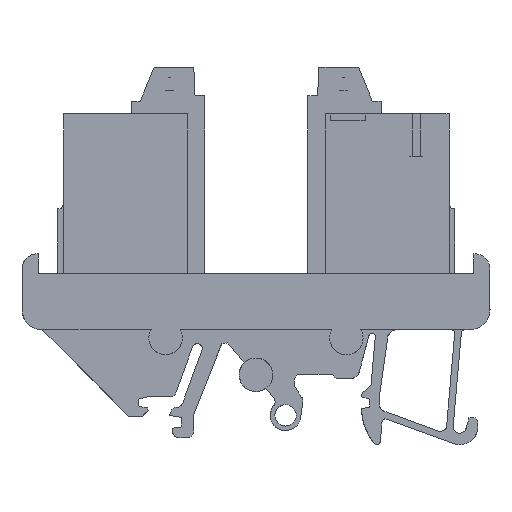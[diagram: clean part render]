
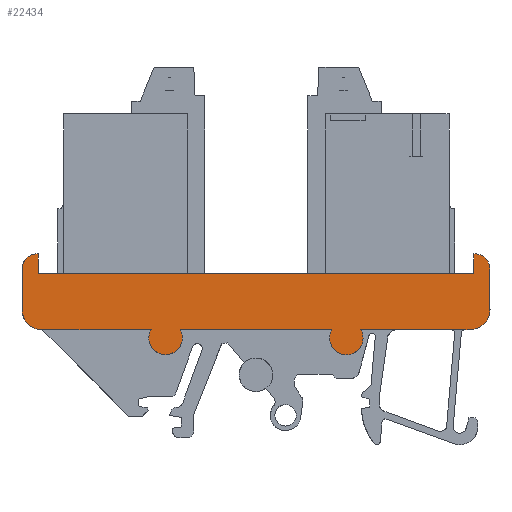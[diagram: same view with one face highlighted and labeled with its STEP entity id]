
A CAD part, left-side view. The second image highlights one B-rep face of the part: STEP entity #22434.
In plain terms, the highlighted planar face has unit normal (-1, 0, 0).
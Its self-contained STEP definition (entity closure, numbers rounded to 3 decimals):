
#14519=AXIS2_PLACEMENT_3D('Circle Axis2P3D',#14517,#14518,$) ;
#14604=AXIS2_PLACEMENT_3D('Circle Axis2P3D',#14602,#14603,$) ;
#14649=AXIS2_PLACEMENT_3D('Circle Axis2P3D',#14647,#14648,$) ;
#22197=AXIS2_PLACEMENT_3D('Circle Axis2P3D',#22195,#22196,$) ;
#22234=AXIS2_PLACEMENT_3D('Circle Axis2P3D',#22232,#22233,$) ;
#22315=AXIS2_PLACEMENT_3D('Circle Axis2P3D',#22313,#22314,$) ;
#22358=AXIS2_PLACEMENT_3D('Circle Axis2P3D',#22356,#22357,$) ;
#22390=AXIS2_PLACEMENT_3D('Plane Axis2P3D',#22387,#22388,#22389) ;
#14514=CARTESIAN_POINT('Vertex',(0.,51.025,15.955)) ;
#14517=CARTESIAN_POINT('Axis2P3D Location',(0.,48.525,15.955)) ;
#14521=CARTESIAN_POINT('Vertex',(0.,50.693,17.199)) ;
#14559=CARTESIAN_POINT('Vertex',(0.,46.025,15.955)) ;
#14563=CARTESIAN_POINT('Control Point',(0.,46.025,15.955)) ;
#14564=CARTESIAN_POINT('Control Point',(0.,46.025,15.17)) ;
#14565=CARTESIAN_POINT('Control Point',(0.,46.333,14.384)) ;
#14566=CARTESIAN_POINT('Control Point',(0.,46.954,13.764)) ;
#14567=CARTESIAN_POINT('Control Point',(0.,48.525,13.147)) ;
#14568=CARTESIAN_POINT('Control Point',(0.,50.096,13.764)) ;
#14569=CARTESIAN_POINT('Control Point',(0.,50.716,14.384)) ;
#14570=CARTESIAN_POINT('Control Point',(0.,51.025,15.17)) ;
#14571=CARTESIAN_POINT('Control Point',(0.,51.025,15.955)) ;
#14599=CARTESIAN_POINT('Vertex',(0.,23.982,15.949)) ;
#14602=CARTESIAN_POINT('Axis2P3D Location',(0.,21.482,15.949)) ;
#14606=CARTESIAN_POINT('Vertex',(0.,23.647,17.199)) ;
#14644=CARTESIAN_POINT('Vertex',(0.,18.982,15.949)) ;
#14647=CARTESIAN_POINT('Axis2P3D Location',(0.,21.482,15.949)) ;
#21761=CARTESIAN_POINT('Vertex',(0.,67.015,17.199)) ;
#21764=CARTESIAN_POINT('Line Origine',(0.,67.047,17.199)) ;
#21768=CARTESIAN_POINT('Vertex',(0.,67.08,17.199)) ;
#21955=CARTESIAN_POINT('Vertex',(0.,2.91,17.199)) ;
#21960=CARTESIAN_POINT('Line Origine',(0.,3.35,17.199)) ;
#21964=CARTESIAN_POINT('Vertex',(0.,3.79,17.199)) ;
#22040=CARTESIAN_POINT('Vertex',(0.,70.,20.159)) ;
#22058=CARTESIAN_POINT('Control Point',(0.,67.08,17.199)) ;
#22059=CARTESIAN_POINT('Control Point',(0.,68.002,17.212)) ;
#22060=CARTESIAN_POINT('Control Point',(0.,68.92,17.582)) ;
#22061=CARTESIAN_POINT('Control Point',(0.,69.642,18.314)) ;
#22062=CARTESIAN_POINT('Control Point',(0.,70.,19.237)) ;
#22063=CARTESIAN_POINT('Control Point',(0.,70.,20.159)) ;
#22093=CARTESIAN_POINT('Vertex',(0.,67.6,28.544)) ;
#22115=CARTESIAN_POINT('Vertex',(0.,70.,26.258)) ;
#22119=CARTESIAN_POINT('Control Point',(0.,70.,26.258)) ;
#22120=CARTESIAN_POINT('Control Point',(0.,70.,26.999)) ;
#22121=CARTESIAN_POINT('Control Point',(0.,69.701,27.741)) ;
#22122=CARTESIAN_POINT('Control Point',(0.,69.096,28.317)) ;
#22123=CARTESIAN_POINT('Control Point',(0.,68.34,28.58)) ;
#22124=CARTESIAN_POINT('Control Point',(0.,67.6,28.544)) ;
#22144=CARTESIAN_POINT('Vertex',(0.,2.4,25.586)) ;
#22151=CARTESIAN_POINT('Vertex',(0.,67.6,25.586)) ;
#22154=CARTESIAN_POINT('Line Origine',(0.,35.,25.586)) ;
#22178=CARTESIAN_POINT('Vertex',(0.,0.,26.258)) ;
#22192=CARTESIAN_POINT('Vertex',(0.,2.4,28.544)) ;
#22195=CARTESIAN_POINT('Axis2P3D Location',(0.,2.289,26.258)) ;
#22229=CARTESIAN_POINT('Vertex',(0.,0.,20.159)) ;
#22232=CARTESIAN_POINT('Axis2P3D Location',(0.,2.961,20.159)) ;
#22276=CARTESIAN_POINT('Line Origine',(0.,11.553,17.199)) ;
#22280=CARTESIAN_POINT('Vertex',(0.,19.317,17.199)) ;
#22313=CARTESIAN_POINT('Axis2P3D Location',(0.,21.482,15.949)) ;
#22335=CARTESIAN_POINT('Vertex',(0.,46.356,17.199)) ;
#22338=CARTESIAN_POINT('Line Origine',(0.,35.002,17.199)) ;
#22356=CARTESIAN_POINT('Axis2P3D Location',(0.,48.525,15.955)) ;
#22374=CARTESIAN_POINT('Line Origine',(0.,58.854,17.199)) ;
#22387=CARTESIAN_POINT('Axis2P3D Location',(0.,35.,17.199)) ;
#22392=CARTESIAN_POINT('Line Origine',(0.,0.,23.209)) ;
#22397=CARTESIAN_POINT('Line Origine',(0.,2.4,27.065)) ;
#22402=CARTESIAN_POINT('Line Origine',(0.,67.6,27.065)) ;
#22407=CARTESIAN_POINT('Line Origine',(0.,70.,23.209)) ;
#14518=DIRECTION('Axis2P3D Direction',(-1.,0.,0.)) ;
#14603=DIRECTION('Axis2P3D Direction',(-1.,0.,0.)) ;
#14648=DIRECTION('Axis2P3D Direction',(-1.,0.,0.)) ;
#21765=DIRECTION('Vector Direction',(0.,-1.,0.)) ;
#21961=DIRECTION('Vector Direction',(0.,1.,0.)) ;
#22155=DIRECTION('Vector Direction',(0.,-1.,0.)) ;
#22196=DIRECTION('Axis2P3D Direction',(1.,0.,0.)) ;
#22233=DIRECTION('Axis2P3D Direction',(1.,0.,0.)) ;
#22277=DIRECTION('Vector Direction',(0.,1.,0.)) ;
#22314=DIRECTION('Axis2P3D Direction',(-1.,0.,0.)) ;
#22339=DIRECTION('Vector Direction',(0.,1.,0.)) ;
#22357=DIRECTION('Axis2P3D Direction',(-1.,0.,0.)) ;
#22375=DIRECTION('Vector Direction',(0.,1.,0.)) ;
#22388=DIRECTION('Axis2P3D Direction',(1.,0.,0.)) ;
#22389=DIRECTION('Axis2P3D XDirection',(0.,1.,0.)) ;
#22393=DIRECTION('Vector Direction',(0.,0.,-1.)) ;
#22398=DIRECTION('Vector Direction',(0.,0.,1.)) ;
#22403=DIRECTION('Vector Direction',(0.,0.,-1.)) ;
#22408=DIRECTION('Vector Direction',(0.,0.,1.)) ;
#21766=VECTOR('Line Direction',#21765,1.) ;
#21962=VECTOR('Line Direction',#21961,1.) ;
#22156=VECTOR('Line Direction',#22155,1.) ;
#22278=VECTOR('Line Direction',#22277,1.) ;
#22340=VECTOR('Line Direction',#22339,1.) ;
#22376=VECTOR('Line Direction',#22375,1.) ;
#22394=VECTOR('Line Direction',#22393,1.) ;
#22399=VECTOR('Line Direction',#22398,1.) ;
#22404=VECTOR('Line Direction',#22403,1.) ;
#22409=VECTOR('Line Direction',#22408,1.) ;
#22413=ORIENTED_EDGE('',*,*,#22360,.F.) ;
#22414=ORIENTED_EDGE('',*,*,#22342,.F.) ;
#22415=ORIENTED_EDGE('',*,*,#14608,.F.) ;
#22416=ORIENTED_EDGE('',*,*,#14651,.F.) ;
#22417=ORIENTED_EDGE('',*,*,#22317,.F.) ;
#22418=ORIENTED_EDGE('',*,*,#22282,.F.) ;
#22419=ORIENTED_EDGE('',*,*,#21966,.F.) ;
#22420=ORIENTED_EDGE('',*,*,#22236,.F.) ;
#22421=ORIENTED_EDGE('',*,*,#22396,.F.) ;
#22422=ORIENTED_EDGE('',*,*,#22199,.F.) ;
#22423=ORIENTED_EDGE('',*,*,#22401,.F.) ;
#22424=ORIENTED_EDGE('',*,*,#22158,.F.) ;
#22425=ORIENTED_EDGE('',*,*,#22406,.F.) ;
#22426=ORIENTED_EDGE('',*,*,#22125,.F.) ;
#22427=ORIENTED_EDGE('',*,*,#22411,.F.) ;
#22428=ORIENTED_EDGE('',*,*,#22064,.F.) ;
#22429=ORIENTED_EDGE('',*,*,#21770,.T.) ;
#22430=ORIENTED_EDGE('',*,*,#22378,.F.) ;
#22431=ORIENTED_EDGE('',*,*,#14523,.F.) ;
#22432=ORIENTED_EDGE('',*,*,#14572,.F.) ;
#22434=ADVANCED_FACE('NONE',(#22433),#22391,.F.) ;
#14562=B_SPLINE_CURVE_WITH_KNOTS('',5,(#14563,#14564,#14565,#14566,#14567,#14568,#14569,#14570,#14571),.UNSPECIFIED.,.F.,.U.,(6,3,6),(-3.927,0.,3.927),.UNSPECIFIED.) ;
#22057=B_SPLINE_CURVE_WITH_KNOTS('',5,(#22058,#22059,#22060,#22061,#22062,#22063),.UNSPECIFIED.,.F.,.U.,(6,6),(0.,4.852),.UNSPECIFIED.) ;
#22118=B_SPLINE_CURVE_WITH_KNOTS('',5,(#22119,#22120,#22121,#22122,#22123,#22124),.UNSPECIFIED.,.F.,.U.,(6,6),(0.,3.918),.UNSPECIFIED.) ;
#14520=CIRCLE('generated circle',#14519,2.5) ;
#14605=CIRCLE('generated circle',#14604,2.5) ;
#14650=CIRCLE('generated circle',#14649,2.5) ;
#22198=CIRCLE('generated circle',#22197,2.289) ;
#22235=CIRCLE('generated circle',#22234,2.961) ;
#22316=CIRCLE('generated circle',#22315,2.5) ;
#22359=CIRCLE('generated circle',#22358,2.5) ;
#14523=EDGE_CURVE('',#14515,#14522,#14520,.F.) ;
#14572=EDGE_CURVE('',#14560,#14515,#14562,.T.) ;
#14608=EDGE_CURVE('',#14600,#14607,#14605,.F.) ;
#14651=EDGE_CURVE('',#14645,#14600,#14650,.F.) ;
#21770=EDGE_CURVE('',#21769,#21762,#21767,.T.) ;
#21966=EDGE_CURVE('',#21956,#21965,#21963,.T.) ;
#22064=EDGE_CURVE('',#21769,#22041,#22057,.T.) ;
#22125=EDGE_CURVE('',#22116,#22094,#22118,.T.) ;
#22158=EDGE_CURVE('',#22152,#22145,#22157,.T.) ;
#22199=EDGE_CURVE('',#22193,#22179,#22198,.T.) ;
#22236=EDGE_CURVE('',#22230,#21956,#22235,.T.) ;
#22282=EDGE_CURVE('',#21965,#22281,#22279,.T.) ;
#22317=EDGE_CURVE('',#22281,#14645,#22316,.F.) ;
#22342=EDGE_CURVE('',#14607,#22336,#22341,.T.) ;
#22360=EDGE_CURVE('',#22336,#14560,#22359,.F.) ;
#22378=EDGE_CURVE('',#14522,#21762,#22377,.T.) ;
#22396=EDGE_CURVE('',#22179,#22230,#22395,.T.) ;
#22401=EDGE_CURVE('',#22145,#22193,#22400,.T.) ;
#22406=EDGE_CURVE('',#22094,#22152,#22405,.T.) ;
#22411=EDGE_CURVE('',#22041,#22116,#22410,.T.) ;
#22412=EDGE_LOOP('',(#22413,#22414,#22415,#22416,#22417,#22418,#22419,#22420,#22421,#22422,#22423,#22424,#22425,#22426,#22427,#22428,#22429,#22430,#22431,#22432)) ;
#22433=FACE_OUTER_BOUND('',#22412,.T.) ;
#21767=LINE('Line',#21764,#21766) ;
#21963=LINE('Line',#21960,#21962) ;
#22157=LINE('Line',#22154,#22156) ;
#22279=LINE('Line',#22276,#22278) ;
#22341=LINE('Line',#22338,#22340) ;
#22377=LINE('Line',#22374,#22376) ;
#22395=LINE('Line',#22392,#22394) ;
#22400=LINE('Line',#22397,#22399) ;
#22405=LINE('Line',#22402,#22404) ;
#22410=LINE('Line',#22407,#22409) ;
#22391=PLANE('',#22390) ;
#14515=VERTEX_POINT('',#14514) ;
#14522=VERTEX_POINT('',#14521) ;
#14560=VERTEX_POINT('',#14559) ;
#14600=VERTEX_POINT('',#14599) ;
#14607=VERTEX_POINT('',#14606) ;
#14645=VERTEX_POINT('',#14644) ;
#21762=VERTEX_POINT('',#21761) ;
#21769=VERTEX_POINT('',#21768) ;
#21956=VERTEX_POINT('',#21955) ;
#21965=VERTEX_POINT('',#21964) ;
#22041=VERTEX_POINT('',#22040) ;
#22094=VERTEX_POINT('',#22093) ;
#22116=VERTEX_POINT('',#22115) ;
#22145=VERTEX_POINT('',#22144) ;
#22152=VERTEX_POINT('',#22151) ;
#22179=VERTEX_POINT('',#22178) ;
#22193=VERTEX_POINT('',#22192) ;
#22230=VERTEX_POINT('',#22229) ;
#22281=VERTEX_POINT('',#22280) ;
#22336=VERTEX_POINT('',#22335) ;
